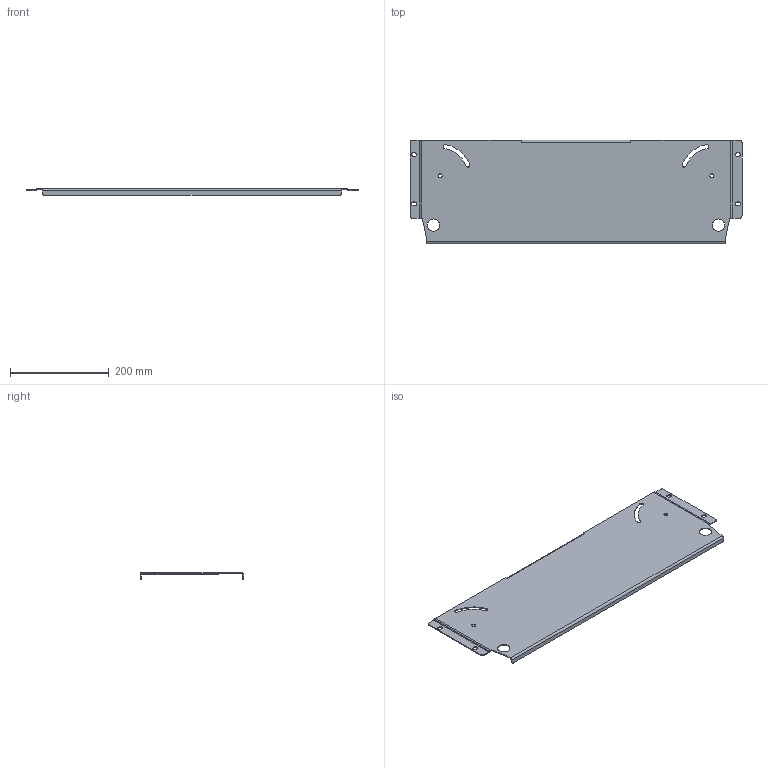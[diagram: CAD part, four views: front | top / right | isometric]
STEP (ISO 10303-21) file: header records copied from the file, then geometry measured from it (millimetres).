
FILE_DESCRIPTION (( 'STEP AP214' ), '1' );
FILE_NAME ('722.008.STEP', '2024-11-08T11:42:50', ( '' ), ( '' ), 'SwSTEP 2.0', 'SolidWorks 2021', '' );
FILE_SCHEMA (( 'AUTOMOTIVE_DESIGN' ));
Length unit declared in the file: millimetre
Products named in the file (1): 722.008
Bounding box: 671.5 x 209.1 x 13 mm (x, y, z)
Volume: 286027 mm3; surface area: 290822.5 mm2
Topology: 1 solids, 1 shells, 110 faces, 278 edges, 170 vertices
Faces by surface type: plane 60, cylinder 50
Entity records: 3350 total; most frequent: DIRECTION 602, CARTESIAN_POINT 559, ORIENTED_EDGE 556, EDGE_CURVE 278, AXIS2_PLACEMENT_3D 213, VECTOR 176, LINE 176, VERTEX_POINT 170
